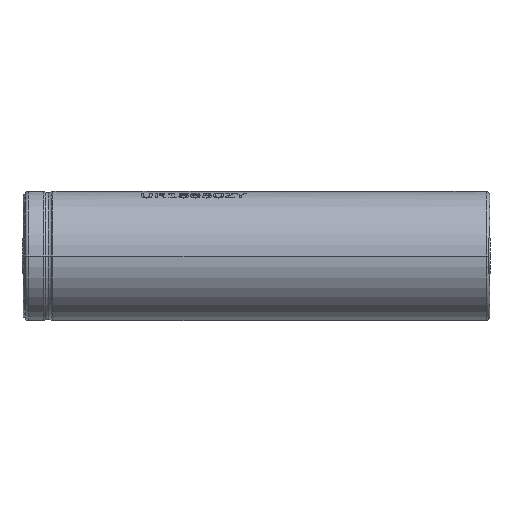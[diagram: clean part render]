
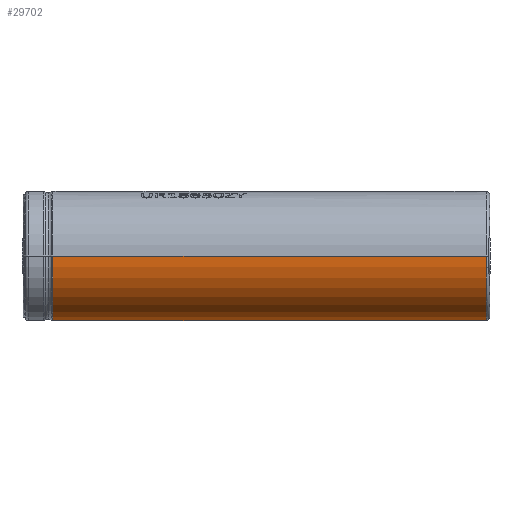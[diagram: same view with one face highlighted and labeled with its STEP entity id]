
A CAD part, left-side view. The second image highlights one B-rep face of the part: STEP entity #29702.
In plain terms, the highlighted cylindrical face has radius 9 mm (diameter 18 mm), a partial arc.
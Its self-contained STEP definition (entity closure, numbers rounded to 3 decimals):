
#2140 = DIRECTION ( 'NONE',  ( 0., 1., 0. ) ) ;
#2299 = DIRECTION ( 'NONE',  ( 0., 1., 0. ) ) ;
#2505 = CIRCLE ( 'NONE', #17790, 9. ) ;
#3060 = FACE_OUTER_BOUND ( 'NONE', #29102, .T. ) ;
#3139 = VERTEX_POINT ( 'NONE', #20342 ) ;
#4106 = DIRECTION ( 'NONE',  ( -1., 0., 0. ) ) ;
#5173 = ORIENTED_EDGE ( 'NONE', *, *, #18959, .T. ) ;
#6327 = EDGE_CURVE ( 'NONE', #10710, #22651, #17264, .T. ) ;
#6653 = CARTESIAN_POINT ( 'NONE',  ( 9., -4.172, 0. ) ) ;
#8393 = DIRECTION ( 'NONE',  ( 1., 0., 0. ) ) ;
#8636 = ORIENTED_EDGE ( 'NONE', *, *, #6327, .T. ) ;
#9367 = EDGE_CURVE ( 'NONE', #24674, #10710, #31081, .T. ) ;
#10387 = DIRECTION ( 'NONE',  ( 0., -1., 0. ) ) ;
#10613 = CYLINDRICAL_SURFACE ( 'NONE', #14472, 9. ) ;
#10710 = VERTEX_POINT ( 'NONE', #15819 ) ;
#11557 = ORIENTED_EDGE ( 'NONE', *, *, #9367, .T. ) ;
#11778 = CARTESIAN_POINT ( 'NONE',  ( 9., -65.1, 0. ) ) ;
#14085 = VECTOR ( 'NONE', #2140, 1000. ) ;
#14472 = AXIS2_PLACEMENT_3D ( 'NONE', #18870, #30790, #4106 ) ;
#15819 = CARTESIAN_POINT ( 'NONE',  ( -9., -4.172, 0. ) ) ;
#17264 = CIRCLE ( 'NONE', #22548, 9. ) ;
#17790 = AXIS2_PLACEMENT_3D ( 'NONE', #30380, #28140, #8393 ) ;
#18289 = CARTESIAN_POINT ( 'NONE',  ( -9., -65.1, 0. ) ) ;
#18588 = EDGE_CURVE ( 'NONE', #3139, #22651, #19505, .T. ) ;
#18870 = CARTESIAN_POINT ( 'NONE',  ( 0., -65.1, 0. ) ) ;
#18959 = EDGE_CURVE ( 'NONE', #3139, #24674, #2505, .T. ) ;
#19505 = LINE ( 'NONE', #11778, #22909 ) ;
#20342 = CARTESIAN_POINT ( 'NONE',  ( 9., -64.6, 0. ) ) ;
#22435 = CARTESIAN_POINT ( 'NONE',  ( 0., -4.172, 0. ) ) ;
#22548 = AXIS2_PLACEMENT_3D ( 'NONE', #22435, #10387, #27277 ) ;
#22651 = VERTEX_POINT ( 'NONE', #6653 ) ;
#22909 = VECTOR ( 'NONE', #2299, 1000. ) ;
#23368 = CARTESIAN_POINT ( 'NONE',  ( -9., -64.6, 0. ) ) ;
#24674 = VERTEX_POINT ( 'NONE', #23368 ) ;
#27277 = DIRECTION ( 'NONE',  ( -1., 0., 0. ) ) ;
#27926 = ORIENTED_EDGE ( 'NONE', *, *, #18588, .F. ) ;
#28140 = DIRECTION ( 'NONE',  ( 0., 1., 0. ) ) ;
#29102 = EDGE_LOOP ( 'NONE', ( #27926, #5173, #11557, #8636 ) ) ;
#29702 = ADVANCED_FACE ( 'NONE', ( #3060 ), #10613, .T. ) ;
#30380 = CARTESIAN_POINT ( 'NONE',  ( 0., -64.6, 0. ) ) ;
#30790 = DIRECTION ( 'NONE',  ( 0., 1., 0. ) ) ;
#31081 = LINE ( 'NONE', #18289, #14085 ) ;
